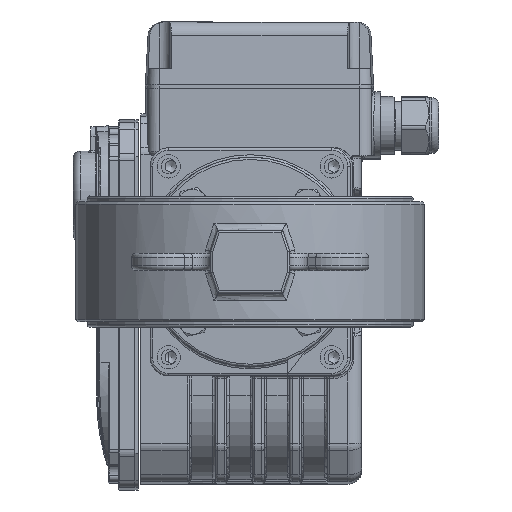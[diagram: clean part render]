
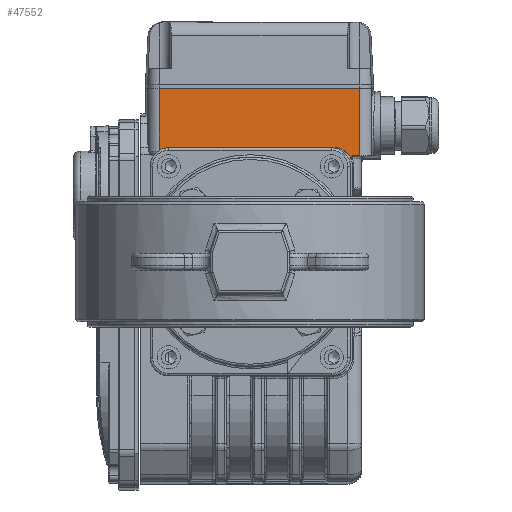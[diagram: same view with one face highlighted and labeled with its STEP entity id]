
A CAD part, front view. The second image highlights one B-rep face of the part: STEP entity #47552.
In plain terms, the highlighted face is planar.
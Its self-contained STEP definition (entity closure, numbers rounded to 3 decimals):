
#2412=PLANE('',#52076);
#4164=LINE('',#80355,#7944);
#4514=LINE('',#81990,#8294);
#4516=LINE('',#81999,#8296);
#4517=LINE('',#82003,#8297);
#4518=LINE('',#82006,#8298);
#4519=LINE('',#82007,#8299);
#7944=VECTOR('',#58452,1000.);
#8294=VECTOR('',#60082,1000.);
#8296=VECTOR('',#60090,1000.);
#8297=VECTOR('',#60093,1000.);
#8298=VECTOR('',#60096,1000.);
#8299=VECTOR('',#60097,1000.);
#15859=ORIENTED_EDGE('',*,*,#27553,.T.);
#15860=ORIENTED_EDGE('',*,*,#26805,.T.);
#15861=ORIENTED_EDGE('',*,*,#27554,.T.);
#15862=ORIENTED_EDGE('',*,*,#27555,.T.);
#15863=ORIENTED_EDGE('',*,*,#27556,.T.);
#15864=ORIENTED_EDGE('',*,*,#26656,.T.);
#15865=ORIENTED_EDGE('',*,*,#27557,.F.);
#15866=ORIENTED_EDGE('',*,*,#27549,.F.);
#15867=ORIENTED_EDGE('',*,*,#27558,.T.);
#26656=EDGE_CURVE('',#33091,#33092,#37026,.T.);
#26805=EDGE_CURVE('',#33189,#33187,#4164,.T.);
#27549=EDGE_CURVE('',#33666,#33667,#4514,.T.);
#27553=EDGE_CURVE('',#33670,#33189,#4516,.T.);
#27554=EDGE_CURVE('',#33187,#33671,#37432,.T.);
#27555=EDGE_CURVE('',#33671,#33672,#4517,.T.);
#27556=EDGE_CURVE('',#33672,#33091,#37433,.T.);
#27557=EDGE_CURVE('',#33667,#33092,#4518,.T.);
#27558=EDGE_CURVE('',#33666,#33670,#4519,.T.);
#33091=VERTEX_POINT('',#79462);
#33092=VERTEX_POINT('',#79463);
#33187=VERTEX_POINT('',#80353);
#33189=VERTEX_POINT('',#80356);
#33666=VERTEX_POINT('',#81991);
#33667=VERTEX_POINT('',#81992);
#33670=VERTEX_POINT('',#82000);
#33671=VERTEX_POINT('',#82002);
#33672=VERTEX_POINT('',#82004);
#37026=CIRCLE('',#51317,1.);
#37432=CIRCLE('',#52077,8.);
#37433=CIRCLE('',#52078,8.);
#39923=EDGE_LOOP('',(#15859,#15860,#15861,#15862,#15863,#15864,#15865,#15866,
#15867));
#43336=FACE_BOUND('',#39923,.T.);
#47552=ADVANCED_FACE('',(#43336),#2412,.T.);
#51317=AXIS2_PLACEMENT_3D('',#79461,#58161,#58162);
#52076=AXIS2_PLACEMENT_3D('',#81998,#60088,#60089);
#52077=AXIS2_PLACEMENT_3D('',#82001,#60091,#60092);
#52078=AXIS2_PLACEMENT_3D('',#82005,#60094,#60095);
#58161=DIRECTION('',(0.,0.,1.));
#58162=DIRECTION('',(-1.,0.,0.));
#58452=DIRECTION('',(0.,1.,0.));
#60082=DIRECTION('',(-1.,0.,0.));
#60088=DIRECTION('',(0.,0.,-1.));
#60089=DIRECTION('',(-1.,0.,0.));
#60090=DIRECTION('',(-1.,0.,0.));
#60091=DIRECTION('',(0.,0.,1.));
#60092=DIRECTION('',(-1.,0.,0.));
#60093=DIRECTION('',(0.,1.,0.));
#60094=DIRECTION('',(0.,0.,1.));
#60095=DIRECTION('',(-1.,0.,0.));
#60096=DIRECTION('',(0.,-1.,0.));
#60097=DIRECTION('',(0.,-1.,0.));
#79461=CARTESIAN_POINT('',(154.431,-3.708,-14.053));
#79462=CARTESIAN_POINT('',(154.042,-4.63,-14.053));
#79463=CARTESIAN_POINT('',(155.431,-3.708,-14.053));
#80353=CARTESIAN_POINT('',(157.431,-86.664,-14.053));
#80355=CARTESIAN_POINT('',(157.431,-88.614,-14.053));
#80356=CARTESIAN_POINT('',(157.431,-87.069,-14.053));
#81990=CARTESIAN_POINT('',(184.431,-0.931,-14.053));
#81991=CARTESIAN_POINT('',(184.431,-0.931,-14.053));
#81992=CARTESIAN_POINT('',(155.431,-0.931,-14.053));
#81998=CARTESIAN_POINT('',(184.431,0.,-14.053));
#81999=CARTESIAN_POINT('',(184.431,-87.069,-14.053));
#82000=CARTESIAN_POINT('',(184.431,-87.069,-14.053));
#82001=CARTESIAN_POINT('',(150.931,-82.,-14.053));
#82002=CARTESIAN_POINT('',(158.931,-82.,-14.053));
#82003=CARTESIAN_POINT('',(158.931,-82.,-14.053));
#82004=CARTESIAN_POINT('',(158.931,-12.,-14.053));
#82005=CARTESIAN_POINT('',(150.931,-12.,-14.053));
#82006=CARTESIAN_POINT('',(155.431,0.,-14.053));
#82007=CARTESIAN_POINT('',(184.431,0.,-14.053));
